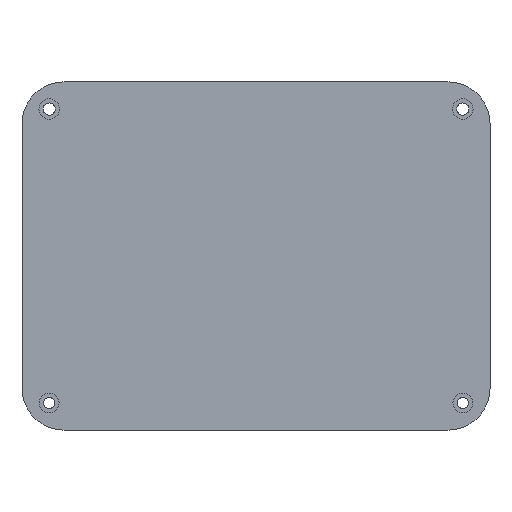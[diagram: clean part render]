
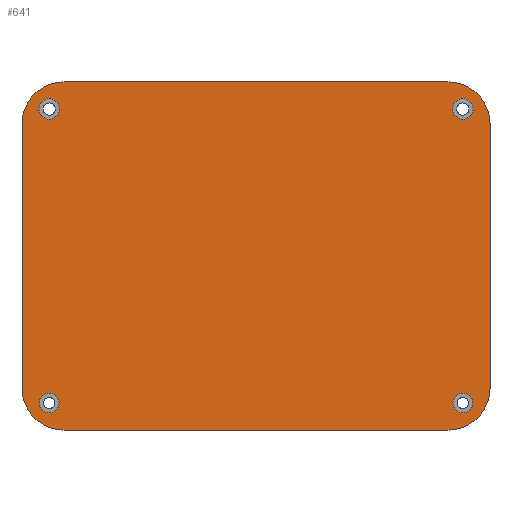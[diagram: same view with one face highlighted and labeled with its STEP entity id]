
A CAD part, front view. The second image highlights one B-rep face of the part: STEP entity #641.
In plain terms, the highlighted planar face has unit normal (0, -1, 0).
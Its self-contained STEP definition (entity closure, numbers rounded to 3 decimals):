
#14=FACE_BOUND('',#96,.T.);
#15=FACE_BOUND('',#97,.T.);
#16=FACE_BOUND('',#98,.T.);
#17=FACE_BOUND('',#99,.T.);
#33=PLANE('',#715);
#60=FACE_OUTER_BOUND('',#95,.T.);
#95=EDGE_LOOP('',(#457,#458,#459,#460,#461,#462,#463,#464));
#96=EDGE_LOOP('',(#465));
#97=EDGE_LOOP('',(#466));
#98=EDGE_LOOP('',(#467));
#99=EDGE_LOOP('',(#468));
#153=LINE('',#1018,#205);
#154=LINE('',#1022,#206);
#155=LINE('',#1026,#207);
#156=LINE('',#1030,#208);
#205=VECTOR('',#834,10.);
#206=VECTOR('',#837,10.);
#207=VECTOR('',#840,10.);
#208=VECTOR('',#843,10.);
#245=CIRCLE('',#704,2.35);
#247=CIRCLE('',#707,2.45);
#249=CIRCLE('',#710,2.45);
#251=CIRCLE('',#713,2.35);
#253=CIRCLE('',#716,10.);
#254=CIRCLE('',#717,10.);
#255=CIRCLE('',#718,10.);
#256=CIRCLE('',#719,10.);
#285=VERTEX_POINT('',#992);
#287=VERTEX_POINT('',#998);
#289=VERTEX_POINT('',#1004);
#291=VERTEX_POINT('',#1010);
#293=VERTEX_POINT('',#1016);
#294=VERTEX_POINT('',#1017);
#295=VERTEX_POINT('',#1019);
#296=VERTEX_POINT('',#1021);
#297=VERTEX_POINT('',#1023);
#298=VERTEX_POINT('',#1025);
#299=VERTEX_POINT('',#1027);
#300=VERTEX_POINT('',#1029);
#349=EDGE_CURVE('',#285,#285,#245,.T.);
#352=EDGE_CURVE('',#287,#287,#247,.T.);
#355=EDGE_CURVE('',#289,#289,#249,.T.);
#358=EDGE_CURVE('',#291,#291,#251,.T.);
#361=EDGE_CURVE('',#293,#294,#153,.T.);
#362=EDGE_CURVE('',#294,#295,#253,.T.);
#363=EDGE_CURVE('',#295,#296,#154,.T.);
#364=EDGE_CURVE('',#296,#297,#254,.T.);
#365=EDGE_CURVE('',#297,#298,#155,.T.);
#366=EDGE_CURVE('',#298,#299,#255,.T.);
#367=EDGE_CURVE('',#299,#300,#156,.T.);
#368=EDGE_CURVE('',#300,#293,#256,.T.);
#457=ORIENTED_EDGE('',*,*,#361,.T.);
#458=ORIENTED_EDGE('',*,*,#362,.T.);
#459=ORIENTED_EDGE('',*,*,#363,.T.);
#460=ORIENTED_EDGE('',*,*,#364,.T.);
#461=ORIENTED_EDGE('',*,*,#365,.T.);
#462=ORIENTED_EDGE('',*,*,#366,.T.);
#463=ORIENTED_EDGE('',*,*,#367,.T.);
#464=ORIENTED_EDGE('',*,*,#368,.T.);
#465=ORIENTED_EDGE('',*,*,#358,.T.);
#466=ORIENTED_EDGE('',*,*,#355,.T.);
#467=ORIENTED_EDGE('',*,*,#352,.T.);
#468=ORIENTED_EDGE('',*,*,#349,.T.);
#641=ADVANCED_FACE('',(#60,#14,#15,#16,#17),#33,.T.);
#704=AXIS2_PLACEMENT_3D('',#993,#806,#807);
#707=AXIS2_PLACEMENT_3D('',#999,#813,#814);
#710=AXIS2_PLACEMENT_3D('',#1005,#820,#821);
#713=AXIS2_PLACEMENT_3D('',#1011,#827,#828);
#715=AXIS2_PLACEMENT_3D('',#1015,#832,#833);
#716=AXIS2_PLACEMENT_3D('',#1020,#835,#836);
#717=AXIS2_PLACEMENT_3D('',#1024,#838,#839);
#718=AXIS2_PLACEMENT_3D('',#1028,#841,#842);
#719=AXIS2_PLACEMENT_3D('',#1031,#844,#845);
#806=DIRECTION('center_axis',(0.,1.,0.));
#807=DIRECTION('ref_axis',(-1.,0.,0.));
#813=DIRECTION('center_axis',(0.,1.,0.));
#814=DIRECTION('ref_axis',(-1.,0.,0.));
#820=DIRECTION('center_axis',(0.,1.,0.));
#821=DIRECTION('ref_axis',(-1.,0.,0.));
#827=DIRECTION('center_axis',(0.,1.,0.));
#828=DIRECTION('ref_axis',(-1.,0.,0.));
#832=DIRECTION('center_axis',(0.,-1.,0.));
#833=DIRECTION('ref_axis',(0.,0.,-1.));
#834=DIRECTION('',(0.,0.,-1.));
#835=DIRECTION('center_axis',(0.,-1.,0.));
#836=DIRECTION('ref_axis',(-1.,0.,0.));
#837=DIRECTION('',(1.,0.,0.));
#838=DIRECTION('center_axis',(0.,-1.,0.));
#839=DIRECTION('ref_axis',(0.,0.,-1.));
#840=DIRECTION('',(0.,0.,1.));
#841=DIRECTION('center_axis',(0.,-1.,0.));
#842=DIRECTION('ref_axis',(1.,0.,0.));
#843=DIRECTION('',(-1.,0.,0.));
#844=DIRECTION('center_axis',(0.,-1.,0.));
#845=DIRECTION('ref_axis',(0.,0.,1.));
#992=CARTESIAN_POINT('',(-1.186,-4.3,-66.436));
#993=CARTESIAN_POINT('Origin',(-3.536,-4.3,-66.436));
#998=CARTESIAN_POINT('',(-1.086,-4.3,3.536));
#999=CARTESIAN_POINT('Origin',(-3.536,-4.3,3.536));
#1004=CARTESIAN_POINT('',(97.386,-4.3,3.536));
#1005=CARTESIAN_POINT('Origin',(94.936,-4.3,3.536));
#1010=CARTESIAN_POINT('',(97.286,-4.3,-66.436));
#1011=CARTESIAN_POINT('Origin',(94.936,-4.3,-66.436));
#1015=CARTESIAN_POINT('Origin',(45.7,-4.3,-31.45));
#1016=CARTESIAN_POINT('',(-10.,-4.3,0.));
#1017=CARTESIAN_POINT('',(-10.,-4.3,-62.9));
#1018=CARTESIAN_POINT('',(-10.,-4.3,0.));
#1019=CARTESIAN_POINT('',(0.,-4.3,-72.9));
#1020=CARTESIAN_POINT('Origin',(0.,-4.3,-62.9));
#1021=CARTESIAN_POINT('',(91.4,-4.3,-72.9));
#1022=CARTESIAN_POINT('',(0.,-4.3,-72.9));
#1023=CARTESIAN_POINT('',(101.4,-4.3,-62.9));
#1024=CARTESIAN_POINT('Origin',(91.4,-4.3,-62.9));
#1025=CARTESIAN_POINT('',(101.4,-4.3,0.));
#1026=CARTESIAN_POINT('',(101.4,-4.3,-62.9));
#1027=CARTESIAN_POINT('',(91.4,-4.3,10.));
#1028=CARTESIAN_POINT('Origin',(91.4,-4.3,0.));
#1029=CARTESIAN_POINT('',(0.,-4.3,10.));
#1030=CARTESIAN_POINT('',(91.4,-4.3,10.));
#1031=CARTESIAN_POINT('Origin',(0.,-4.3,0.));
